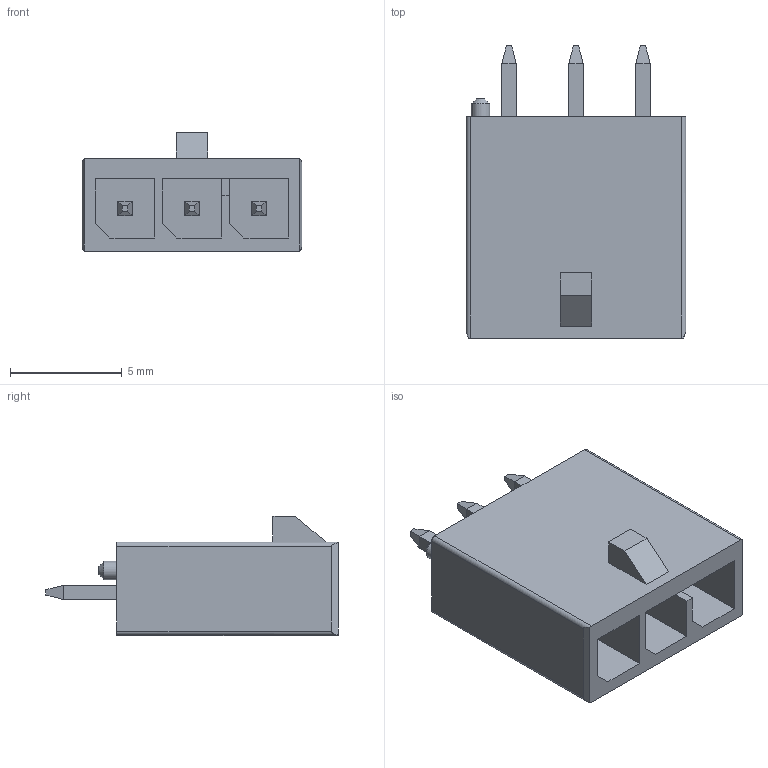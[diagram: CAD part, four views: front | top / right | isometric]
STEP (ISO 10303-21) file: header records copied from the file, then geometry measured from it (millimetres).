
FILE_DESCRIPTION(/* description */ ('STEP AP214'),/* implementation_level */ '2;1');
FILE_NAME(/* name */ 'psolqas_10116_0',/* time_stamp */ '2022-05-10T10:24:50+02:00',/* author */ ('License CC BY-ND 4.0'),/* organization */ ('CADENAS'),/* preprocessor_version */ 'ST-DEVELOPER v18.102',/* originating_system */ 'PARTsolutions',/* authorisation */ ' ');
FILE_SCHEMA (('AUTOMOTIVE_DESIGN {1 0 10303 214 3 1 1}'));
Length unit declared in the file: metre
Products named in the file (1): 2165711003wbm000_01
Bounding box: 9.85 x 13.09 x 5.33 mm (x, y, z)
Volume: 282.5 mm3; surface area: 613.3 mm2
Topology: 1 solids, 1 shells, 93 faces, 219 edges, 138 vertices
Faces by surface type: plane 87, cylinder 5, cone 1
Full cylindrical faces by diameter (mm): 0.83 x1
Entity records: 2608 total; most frequent: CARTESIAN_POINT 447, ORIENTED_EDGE 432, DIRECTION 419, EDGE_CURVE 216, LINE 201, VECTOR 201, VERTEX_POINT 137, AXIS2_PLACEMENT_3D 109
